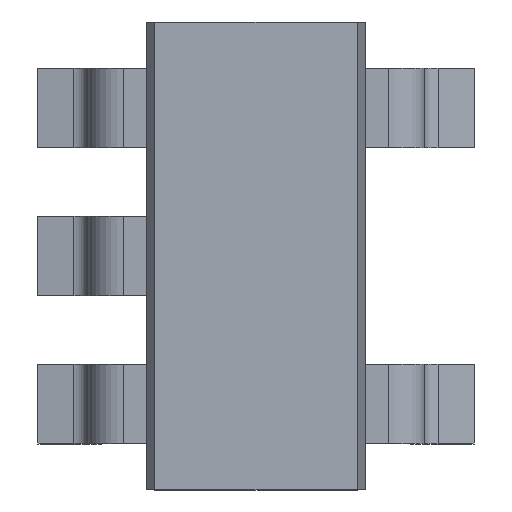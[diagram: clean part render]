
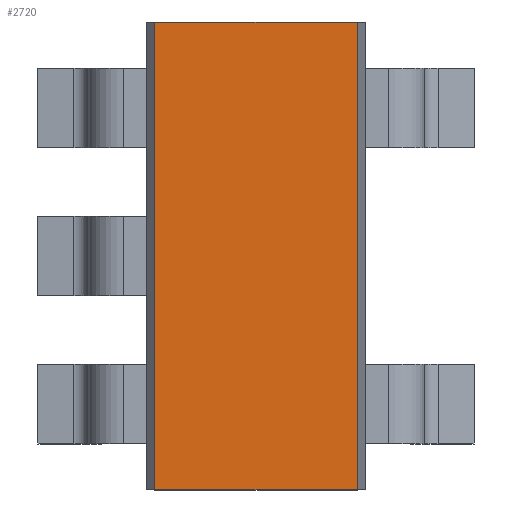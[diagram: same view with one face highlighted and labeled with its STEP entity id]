
A CAD part, top view. The second image highlights one B-rep face of the part: STEP entity #2720.
In plain terms, the highlighted planar face has unit normal (0, 0, 1).
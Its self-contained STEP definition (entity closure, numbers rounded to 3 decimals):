
#2448=CARTESIAN_POINT('',(-0.648,-1.5,0.9));
#2449=VERTEX_POINT('',#2448);
#2456=CARTESIAN_POINT('',(-0.648,1.5,0.9));
#2457=VERTEX_POINT('',#2456);
#2458=CARTESIAN_POINT('',(-0.648,1.5,0.9));
#2459=DIRECTION('',(0.0,-1.0,0.0));
#2460=VECTOR('',#2459,3.0);
#2461=LINE('',#2458,#2460);
#2462=EDGE_CURVE('',#2457,#2449,#2461,.T.);
#2503=CARTESIAN_POINT('',(0.648,1.5,0.9));
#2504=VERTEX_POINT('',#2503);
#2505=CARTESIAN_POINT('',(0.648,1.5,0.9));
#2506=DIRECTION('',(-1.0,0.0,0.0));
#2507=VECTOR('',#2506,1.296);
#2508=LINE('',#2505,#2507);
#2509=EDGE_CURVE('',#2504,#2457,#2508,.T.);
#2549=CARTESIAN_POINT('',(0.648,-1.5,0.9));
#2550=VERTEX_POINT('',#2549);
#2566=CARTESIAN_POINT('',(0.648,-1.5,0.9));
#2567=DIRECTION('',(0.0,1.0,0.0));
#2568=VECTOR('',#2567,3.0);
#2569=LINE('',#2566,#2568);
#2570=EDGE_CURVE('',#2504,#2550,#2569,.F.);
#2619=CARTESIAN_POINT('',(-0.648,-1.5,0.9));
#2620=DIRECTION('',(1.0,0.0,0.0));
#2621=VECTOR('',#2620,1.296);
#2622=LINE('',#2619,#2621);
#2623=EDGE_CURVE('',#2449,#2550,#2622,.T.);
#2709=CARTESIAN_POINT('',(-0.615,1.5,0.9));
#2710=DIRECTION('',(0.0,0.0,1.0));
#2711=DIRECTION('',(-1.0,0.0,0.0));
#2712=AXIS2_PLACEMENT_3D('',#2709,#2710,#2711);
#2713=PLANE('',#2712);
#2714=ORIENTED_EDGE('',*,*,#2623,.T.);
#2715=ORIENTED_EDGE('',*,*,#2570,.F.);
#2716=ORIENTED_EDGE('',*,*,#2509,.T.);
#2717=ORIENTED_EDGE('',*,*,#2462,.T.);
#2718=EDGE_LOOP('',(#2714,#2715,#2716,#2717));
#2719=FACE_OUTER_BOUND('',#2718,.T.);
#2720=ADVANCED_FACE('',(#2719),#2713,.T.);
